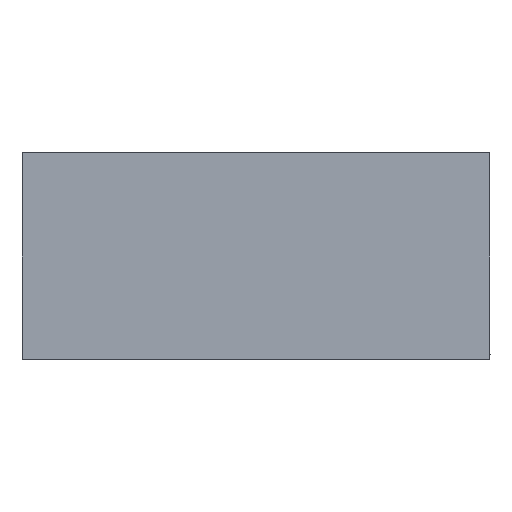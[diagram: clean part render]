
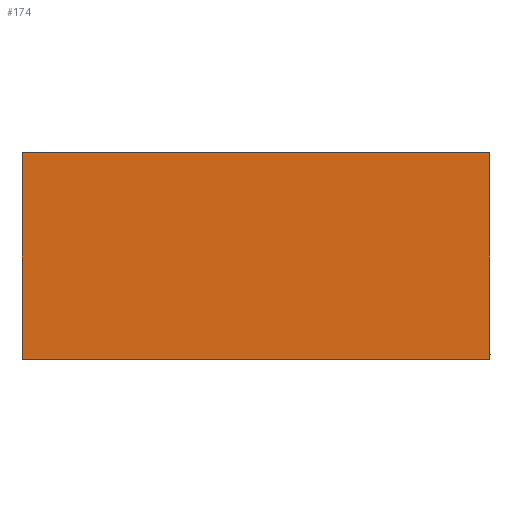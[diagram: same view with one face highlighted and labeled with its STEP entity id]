
A CAD part, top view. The second image highlights one B-rep face of the part: STEP entity #174.
In plain terms, the highlighted planar face has unit normal (0, 0, 1).
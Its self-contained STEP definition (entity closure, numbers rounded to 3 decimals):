
#22=FACE_OUTER_BOUND('',#33,.T.);
#33=EDGE_LOOP('',(#134,#135,#136,#137));
#48=LINE('',#275,#69);
#49=LINE('',#277,#70);
#50=LINE('',#279,#71);
#51=LINE('',#280,#72);
#69=VECTOR('',#229,10.);
#70=VECTOR('',#230,10.);
#71=VECTOR('',#231,10.);
#72=VECTOR('',#232,10.);
#87=VERTEX_POINT('',#273);
#88=VERTEX_POINT('',#274);
#89=VERTEX_POINT('',#276);
#90=VERTEX_POINT('',#278);
#104=EDGE_CURVE('',#87,#88,#48,.T.);
#105=EDGE_CURVE('',#88,#89,#49,.T.);
#106=EDGE_CURVE('',#90,#89,#50,.T.);
#107=EDGE_CURVE('',#87,#90,#51,.T.);
#134=ORIENTED_EDGE('',*,*,#104,.T.);
#135=ORIENTED_EDGE('',*,*,#105,.T.);
#136=ORIENTED_EDGE('',*,*,#106,.F.);
#137=ORIENTED_EDGE('',*,*,#107,.F.);
#163=PLANE('',#200);
#174=ADVANCED_FACE('',(#22),#163,.T.);
#200=AXIS2_PLACEMENT_3D('',#272,#227,#228);
#227=DIRECTION('center_axis',(0.,0.,1.));
#228=DIRECTION('ref_axis',(0.,-1.,0.));
#229=DIRECTION('',(0.,-1.,0.));
#230=DIRECTION('',(1.,0.,0.));
#231=DIRECTION('',(0.,-1.,0.));
#232=DIRECTION('',(1.,0.,0.));
#272=CARTESIAN_POINT('Origin',(24.6,-24.93,-5.));
#273=CARTESIAN_POINT('',(24.6,-24.93,-5.));
#274=CARTESIAN_POINT('',(24.6,-153.36,-5.));
#275=CARTESIAN_POINT('',(24.6,-57.038,-5.));
#276=CARTESIAN_POINT('',(315.519,-153.36,-5.));
#277=CARTESIAN_POINT('',(24.6,-153.36,-5.));
#278=CARTESIAN_POINT('',(315.519,-24.93,-5.));
#279=CARTESIAN_POINT('',(315.519,-57.038,-5.));
#280=CARTESIAN_POINT('',(24.6,-24.93,-5.));
